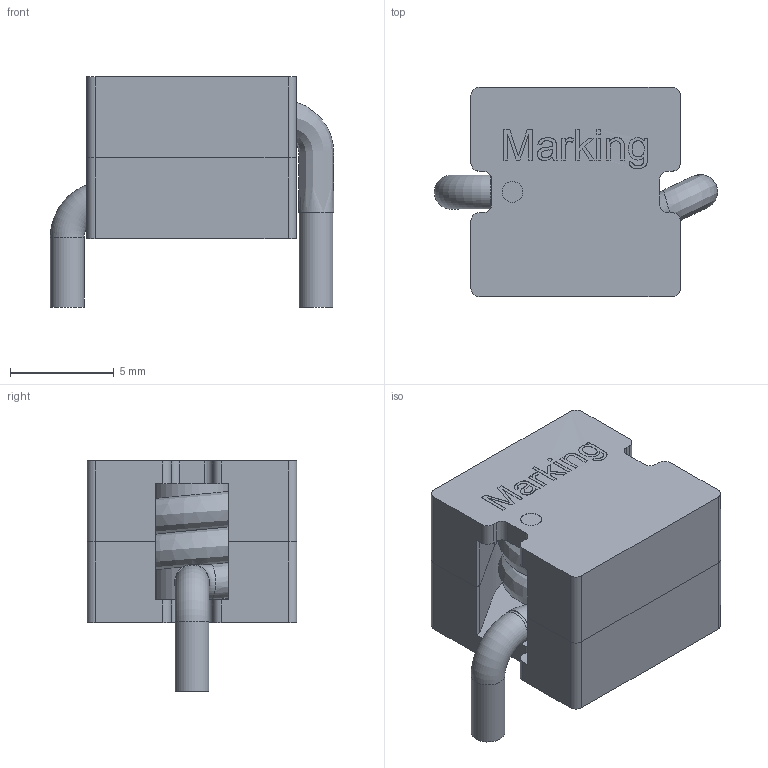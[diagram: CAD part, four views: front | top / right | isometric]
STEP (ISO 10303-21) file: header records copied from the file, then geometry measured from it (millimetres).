
FILE_DESCRIPTION(/* description */ ('Unknown'),/* implementation_level */ '2;1');
FILE_NAME(/* name */ 'L_Wurth_WE-HCIT-1008',/* time_stamp */ '2025-06-24T17:19:35+08:00',/* author */ ('Unknown'),/* organization */ ('Unknown'),/* preprocessor_version */ 'ST-DEVELOPER v19.4',/* originating_system */ 'Solid Edge',/* authorisation */ 'Unknown');
FILE_SCHEMA (('AUTOMOTIVE_DESIGN {1 0 10303 214 3 1 1}'));
Length unit declared in the file: millimetre
Products named in the file (2): L_Wurth_WE-HCIT-1008
Assembly tree (1 placements, depth 2):
  L_Wurth_WE-HCIT-1008
    L_Wurth_WE-HCIT-1008
Bounding box: 13.66 x 10.1 x 11.1 mm (x, y, z)
Volume: 642.1 mm3; surface area: 1201.6 mm2
Topology: 3 solids, 3 shells, 166 faces, 439 edges, 293 vertices
Faces by surface type: plane 111, cylinder 36, bspline 16, torus 3
Full cylindrical faces by diameter (mm): 1 x1, 1.63 x3, 3.95 x2
Entity records: 8148 total; most frequent: CARTESIAN_POINT 3424, ORIENTED_EDGE 842, DIRECTION 655, EDGE_CURVE 421, VERTEX_POINT 288, AXIS2_PLACEMENT_3D 221, LINE 213, VECTOR 213
